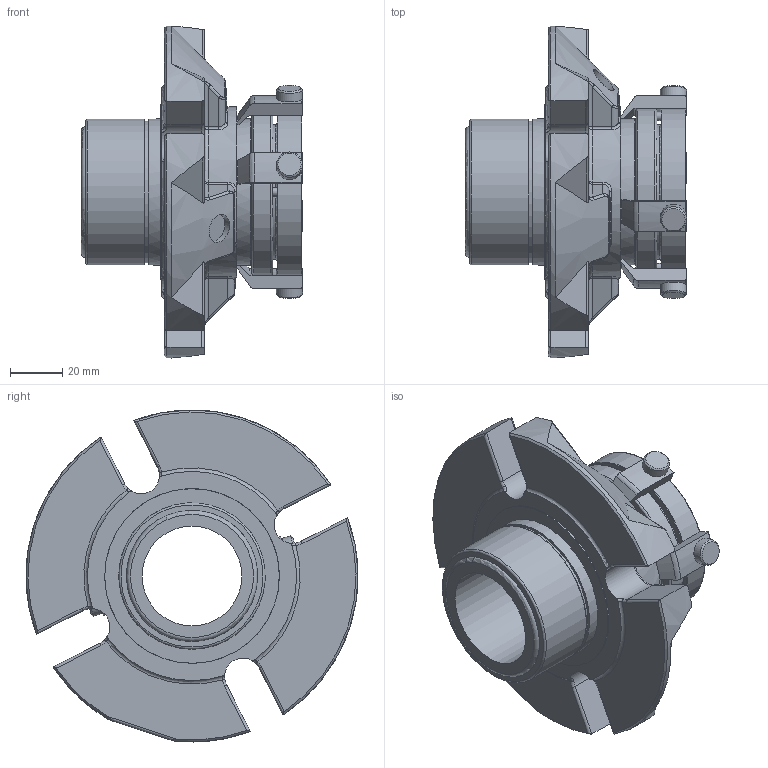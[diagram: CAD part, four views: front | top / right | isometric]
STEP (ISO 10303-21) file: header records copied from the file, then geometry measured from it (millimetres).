
FILE_DESCRIPTION(/* description */ ('Unknown'),/* implementation_level */ '2;1');
FILE_NAME(/* name */ '1.500',/* time_stamp */ '2023-02-13T15:53:25+00:00',/* author */ ('Unknown'),/* organization */ ('Unknown'),/* preprocessor_version */ 'ST-DEVELOPER v16.7',/* originating_system */ 'Solid Edge',/* authorisation */ 'Unknown');
FILE_SCHEMA (('AUTOMOTIVE_DESIGN {1 0 10303 214 3 1 1}'));
Length unit declared in the file: millimetre
Products named in the file (1): 1.500
Bounding box: 84.43 x 126.72 x 126.73 mm (x, y, z)
Volume: 273629.7 mm3; surface area: 57793.7 mm2
Topology: 1 solids, 1 shells, 491 faces, 1274 edges, 813 vertices
Faces by surface type: plane 191, cylinder 138, bspline 76, torus 61, cone 25
Full cylindrical faces by diameter (mm): 2.821 x1, 3.175 x2, 10 x4, 10.998 x2, 38.1 x1, 50.038 x1, 51.511 x1, 54.026 x1, 55.829 x2, 55.88 x1, 63.754 x1, 66.675 x1
Entity records: 17717 total; most frequent: CARTESIAN_POINT 6624, ORIENTED_EDGE 2436, DIRECTION 2047, EDGE_CURVE 1218, VERTEX_POINT 797, AXIS2_PLACEMENT_3D 783, EDGE_LOOP 573, FACE_BOUND 573
